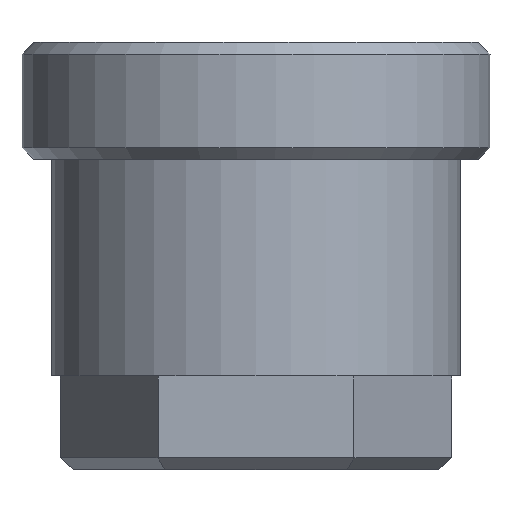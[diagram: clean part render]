
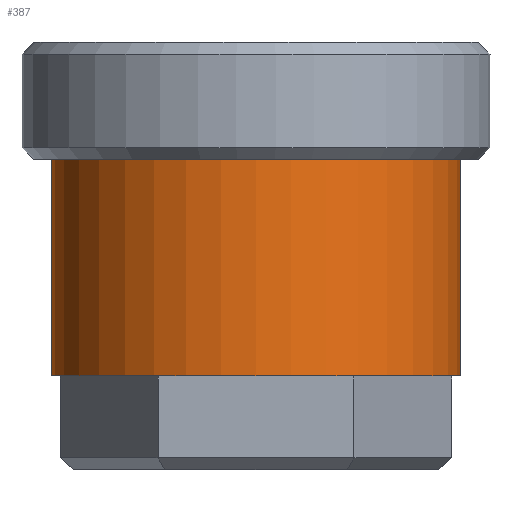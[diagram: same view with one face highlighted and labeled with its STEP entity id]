
A CAD part, left-side view. The second image highlights one B-rep face of the part: STEP entity #387.
In plain terms, the highlighted cylindrical face has radius 17.462 mm (diameter 34.925 mm), a full revolution.
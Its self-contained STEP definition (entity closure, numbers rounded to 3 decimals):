
#297 = EDGE_CURVE('',#298,#298,#300,.T.);
#298 = VERTEX_POINT('',#299);
#299 = CARTESIAN_POINT('',(17.463,0.,26.5));
#300 = CIRCLE('',#301,17.463);
#301 = AXIS2_PLACEMENT_3D('',#302,#303,#304);
#302 = CARTESIAN_POINT('',(0.,0.,26.5));
#303 = DIRECTION('',(0.,0.,1.));
#304 = DIRECTION('',(1.,0.,0.));
#387 = ADVANCED_FACE('',(#388),#407,.T.);
#388 = FACE_BOUND('',#389,.F.);
#389 = EDGE_LOOP('',(#390,#398,#399,#400));
#390 = ORIENTED_EDGE('',*,*,#391,.T.);
#391 = EDGE_CURVE('',#392,#298,#394,.T.);
#392 = VERTEX_POINT('',#393);
#393 = CARTESIAN_POINT('',(17.463,0.,8.));
#394 = LINE('',#395,#396);
#395 = CARTESIAN_POINT('',(17.463,0.,8.));
#396 = VECTOR('',#397,1.);
#397 = DIRECTION('',(0.,0.,1.));
#398 = ORIENTED_EDGE('',*,*,#297,.T.);
#399 = ORIENTED_EDGE('',*,*,#391,.F.);
#400 = ORIENTED_EDGE('',*,*,#401,.F.);
#401 = EDGE_CURVE('',#392,#392,#402,.T.);
#402 = CIRCLE('',#403,17.463);
#403 = AXIS2_PLACEMENT_3D('',#404,#405,#406);
#404 = CARTESIAN_POINT('',(0.,0.,8.));
#405 = DIRECTION('',(0.,0.,1.));
#406 = DIRECTION('',(1.,0.,0.));
#407 = CYLINDRICAL_SURFACE('',#408,17.463);
#408 = AXIS2_PLACEMENT_3D('',#409,#410,#411);
#409 = CARTESIAN_POINT('',(0.,0.,8.));
#410 = DIRECTION('',(-0.,-0.,-1.));
#411 = DIRECTION('',(1.,0.,0.));
